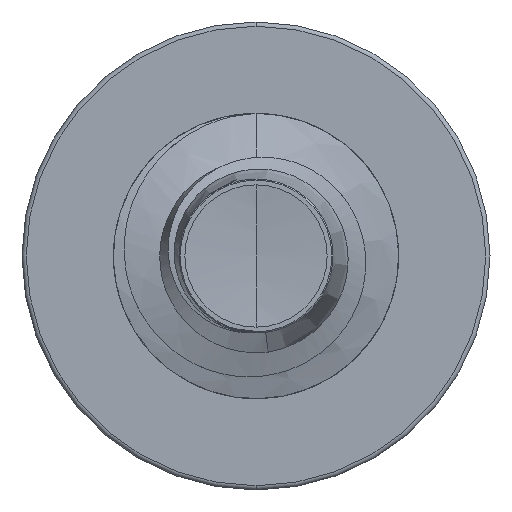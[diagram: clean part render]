
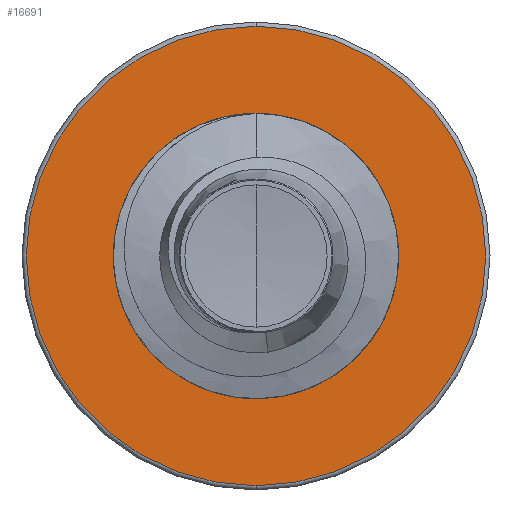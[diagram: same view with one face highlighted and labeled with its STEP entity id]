
A CAD part, front view. The second image highlights one B-rep face of the part: STEP entity #16691.
In plain terms, the highlighted planar face has unit normal (0, -1, 0).
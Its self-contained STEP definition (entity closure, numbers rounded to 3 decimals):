
#167 = CARTESIAN_POINT ( 'NONE',  ( 0., 14., -2.415 ) ) ;
#509 = PLANE ( 'NONE',  #15402 ) ;
#905 = EDGE_CURVE ( 'NONE', #16475, #12660, #9246, .T. ) ;
#922 = DIRECTION ( 'NONE',  ( 0., 1., 0. ) ) ;
#1331 = DIRECTION ( 'NONE',  ( 0., 0., 1. ) ) ;
#1335 = DIRECTION ( 'NONE',  ( 0., 1., 0. ) ) ;
#1355 = CARTESIAN_POINT ( 'NONE',  ( 0., 14., 0. ) ) ;
#1697 = CARTESIAN_POINT ( 'NONE',  ( 0., 14., 2.415 ) ) ;
#1773 = EDGE_LOOP ( 'NONE', ( #9445, #10751 ) ) ;
#2101 = AXIS2_PLACEMENT_3D ( 'NONE', #1355, #1335, #1331 ) ;
#2780 = EDGE_CURVE ( 'NONE', #12660, #16475, #15964, .T. ) ;
#3336 = DIRECTION ( 'NONE',  ( 0., 0., 1. ) ) ;
#3616 = DIRECTION ( 'NONE',  ( 0., 1., 0. ) ) ;
#3816 = CIRCLE ( 'NONE', #4179, 4.025 ) ;
#3897 = DIRECTION ( 'NONE',  ( 0., 0., 1. ) ) ;
#4179 = AXIS2_PLACEMENT_3D ( 'NONE', #11395, #3616, #12707 ) ;
#6205 = CARTESIAN_POINT ( 'NONE',  ( 0., 14., 4.025 ) ) ;
#6902 = VERTEX_POINT ( 'NONE', #6205 ) ;
#8626 = DIRECTION ( 'NONE',  ( 0., 1., 0. ) ) ;
#8640 = CARTESIAN_POINT ( 'NONE',  ( 0., 14., -4.025 ) ) ;
#8711 = CARTESIAN_POINT ( 'NONE',  ( 0., 14., 0. ) ) ;
#9209 = ORIENTED_EDGE ( 'NONE', *, *, #905, .T. ) ;
#9246 = CIRCLE ( 'NONE', #14094, 2.415 ) ;
#9250 = ORIENTED_EDGE ( 'NONE', *, *, #2780, .T. ) ;
#9445 = ORIENTED_EDGE ( 'NONE', *, *, #10930, .F. ) ;
#9869 = FACE_OUTER_BOUND ( 'NONE', #1773, .T. ) ;
#9920 = EDGE_LOOP ( 'NONE', ( #9250, #9209 ) ) ;
#10017 = DIRECTION ( 'NONE',  ( 0., 0., 1. ) ) ;
#10694 = CIRCLE ( 'NONE', #13103, 4.025 ) ;
#10751 = ORIENTED_EDGE ( 'NONE', *, *, #15439, .F. ) ;
#10930 = EDGE_CURVE ( 'NONE', #6902, #13184, #3816, .T. ) ;
#11104 = DIRECTION ( 'NONE',  ( 0., 1., 0. ) ) ;
#11395 = CARTESIAN_POINT ( 'NONE',  ( 0., 14., 0. ) ) ;
#12660 = VERTEX_POINT ( 'NONE', #1697 ) ;
#12707 = DIRECTION ( 'NONE',  ( 0., 0., 1. ) ) ;
#13103 = AXIS2_PLACEMENT_3D ( 'NONE', #8711, #922, #10017 ) ;
#13184 = VERTEX_POINT ( 'NONE', #8640 ) ;
#13190 = CARTESIAN_POINT ( 'NONE',  ( 0., 14., 0. ) ) ;
#14094 = AXIS2_PLACEMENT_3D ( 'NONE', #13190, #8626, #3897 ) ;
#15402 = AXIS2_PLACEMENT_3D ( 'NONE', #16284, #11104, #3336 ) ;
#15439 = EDGE_CURVE ( 'NONE', #13184, #6902, #10694, .T. ) ;
#15964 = CIRCLE ( 'NONE', #2101, 2.415 ) ;
#16284 = CARTESIAN_POINT ( 'NONE',  ( 0., 14., -2.415 ) ) ;
#16394 = FACE_BOUND ( 'NONE', #9920, .T. ) ;
#16475 = VERTEX_POINT ( 'NONE', #167 ) ;
#16691 = ADVANCED_FACE ( 'NONE', ( #9869, #16394 ), #509, .F. ) ;
